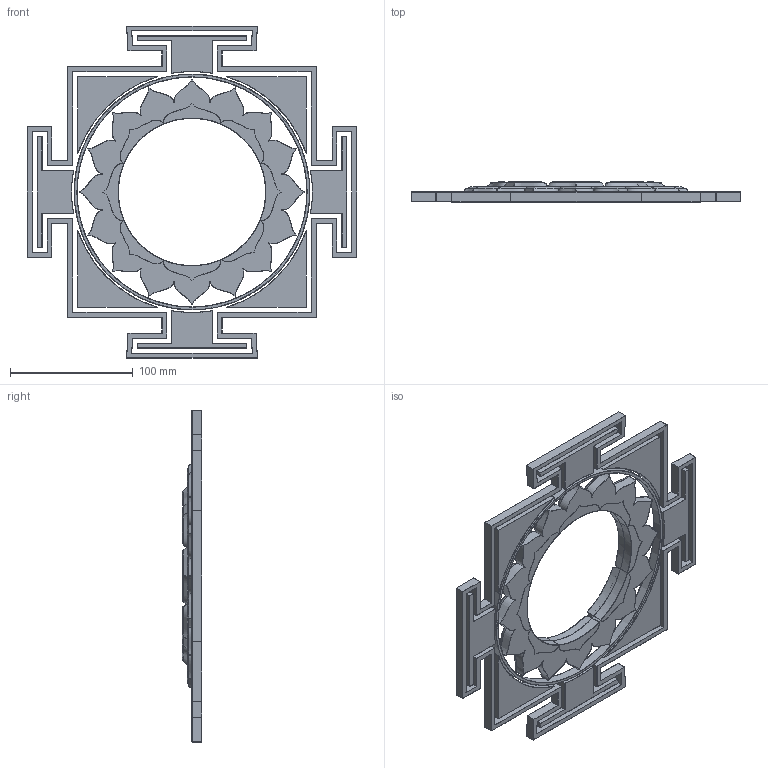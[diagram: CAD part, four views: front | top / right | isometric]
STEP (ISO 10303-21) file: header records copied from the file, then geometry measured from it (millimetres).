
FILE_DESCRIPTION(('FreeCAD Model'),'2;1');
FILE_NAME('Open CASCADE Shape Model','2025-04-27T22:05:12',('FreeCAD'),( 'FreeCAD'),'Open CASCADE STEP processor 7.6','FreeCAD','Unknown');
FILE_SCHEMA(('AUTOMOTIVE_DESIGN { 1 0 10303 214 1 1 1 1 }'));
Products named in the file (1): Open CASCADE STEP translator 7.6 1
Bounding box: 268.86 x 16.16 x 270.78 mm (x, y, z)
Volume: 310574.8 mm3; surface area: 134757.7 mm2
Topology: 19 solids, 19 shells, 2197 faces, 4704 edges, 2536 vertices
Faces by surface type: bspline 2197
Entity records: 104936 total; most frequent: CARTESIAN_POINT 79072, ORIENTED_EDGE 9392, EDGE_CURVE 4696, VERTEX_POINT 2536, FACE_BOUND 2202, EDGE_LOOP 2202, ADVANCED_FACE 2197, B_SPLINE_CURVE_WITH_KNOTS 2140
